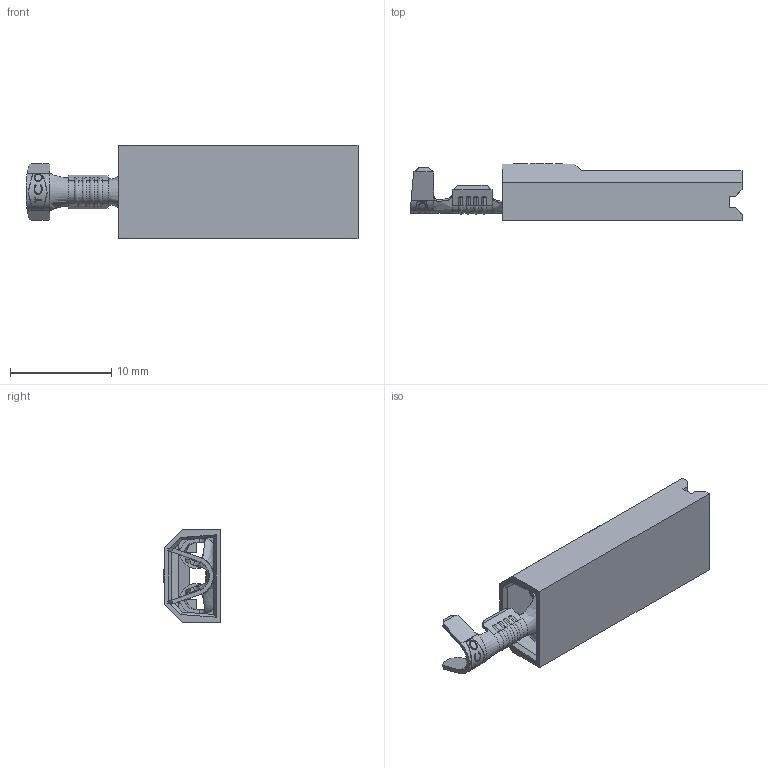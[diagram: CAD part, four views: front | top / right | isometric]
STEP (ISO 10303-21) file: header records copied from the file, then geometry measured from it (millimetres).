
FILE_DESCRIPTION (( 'STEP AP203' ), '1' );
FILE_NAME ('30185.STEP', '2015-01-29T18:39:55', ( '' ), ( '' ), 'SwSTEP 2.0', 'SolidWorks 2014', '' );
FILE_SCHEMA (( 'CONFIG_CONTROL_DESIGN' ));
Length unit declared in the file: inch
Products named in the file (3): D260N & D265N_D265N without carrier; P28_Natural; 30185
Assembly tree (2 placements, depth 2):
  30185
    D260N & D265N_D265N without carrier
    P28_Natural
Bounding box: 32.79 x 5.66 x 9.19 mm (x, y, z)
Volume: 511.3 mm3; surface area: 1666.2 mm2
Topology: 2 solids, 2 shells, 449 faces, 1256 edges, 824 vertices
Faces by surface type: plane 225, bspline 92, cylinder 82, torus 36, cone 14
Entity records: 19734 total; most frequent: CARTESIAN_POINT 8578, ORIENTED_EDGE 2512, DIRECTION 1903, EDGE_CURVE 1256, VERTEX_POINT 824, LINE 679, VECTOR 679, AXIS2_PLACEMENT_3D 612
